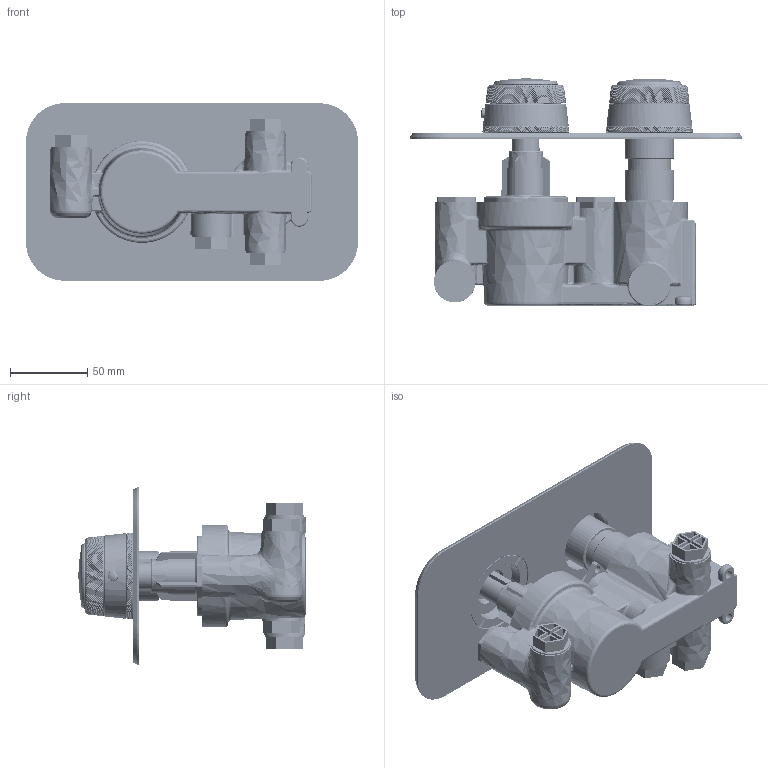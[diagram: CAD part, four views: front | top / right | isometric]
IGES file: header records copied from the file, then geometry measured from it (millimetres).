
Global section: file name: T1011-R; native system: Autodesk Inventor 2020; preprocessor: unknown; author: adaniels; date: 20200204.085824; units: millimetre
Bounding box: 215 x 147.06 x 115 mm (x, y, z)
Volume: 532202.8 mm3; surface area: 327040.2 mm2
Topology: 64 solids, 69 shells, 28941 faces, 62299 edges, 33636 vertices
Faces by surface type: bspline 28941
